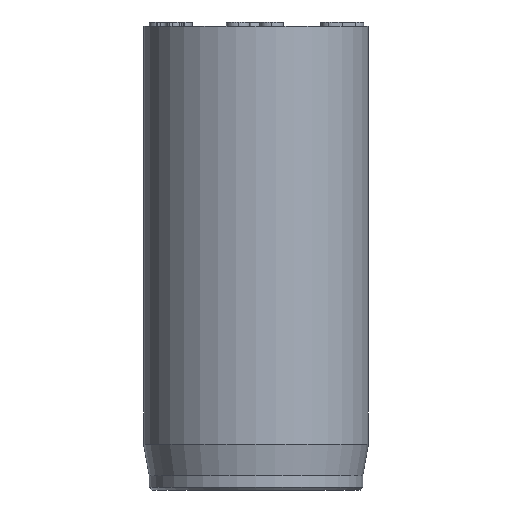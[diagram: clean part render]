
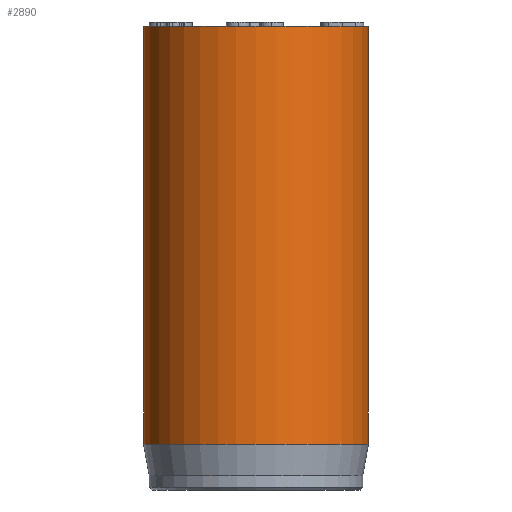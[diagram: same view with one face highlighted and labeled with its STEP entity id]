
A CAD part, front view. The second image highlights one B-rep face of the part: STEP entity #2890.
In plain terms, the highlighted cylindrical face has radius 8 mm (diameter 16 mm), a full revolution.
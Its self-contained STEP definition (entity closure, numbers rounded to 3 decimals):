
#32=CYLINDRICAL_SURFACE('',#3025,8.);
#46=CIRCLE('',#2993,8.);
#62=CIRCLE('',#3023,8.);
#63=CIRCLE('',#3024,8.);
#278=FACE_OUTER_BOUND('',#456,.T.);
#456=EDGE_LOOP('',(#2530,#2531,#2532,#2533,#2534));
#636=LINE('',#5718,#824);
#824=VECTOR('',#3334,8.);
#1302=VERTEX_POINT('',#5658);
#1318=VERTEX_POINT('',#5712);
#1319=VERTEX_POINT('',#5713);
#1705=EDGE_CURVE('',#1302,#1302,#46,.T.);
#1729=EDGE_CURVE('',#1318,#1319,#62,.T.);
#1730=EDGE_CURVE('',#1319,#1318,#63,.T.);
#1732=EDGE_CURVE('',#1302,#1318,#636,.T.);
#2530=ORIENTED_EDGE('',*,*,#1705,.T.);
#2531=ORIENTED_EDGE('',*,*,#1732,.T.);
#2532=ORIENTED_EDGE('',*,*,#1729,.T.);
#2533=ORIENTED_EDGE('',*,*,#1730,.T.);
#2534=ORIENTED_EDGE('',*,*,#1732,.F.);
#2890=ADVANCED_FACE('',(#278),#32,.T.);
#2993=AXIS2_PLACEMENT_3D('',#5659,#3259,#3260);
#3023=AXIS2_PLACEMENT_3D('',#5714,#3327,#3328);
#3024=AXIS2_PLACEMENT_3D('',#5715,#3329,#3330);
#3025=AXIS2_PLACEMENT_3D('',#5717,#3332,#3333);
#3259=DIRECTION('center_axis',(0.,0.,-1.));
#3260=DIRECTION('ref_axis',(-1.,0.,0.));
#3327=DIRECTION('center_axis',(0.,0.,1.));
#3328=DIRECTION('ref_axis',(-1.,0.,0.));
#3329=DIRECTION('center_axis',(0.,0.,1.));
#3330=DIRECTION('ref_axis',(-1.,0.,0.));
#3332=DIRECTION('center_axis',(0.,0.,1.));
#3333=DIRECTION('ref_axis',(-1.,0.,0.));
#3334=DIRECTION('',(0.,0.,-1.));
#5658=CARTESIAN_POINT('',(8.,0.,33.));
#5659=CARTESIAN_POINT('Origin',(0.,0.,33.));
#5712=CARTESIAN_POINT('',(8.,0.,3.269));
#5713=CARTESIAN_POINT('',(-8.,0.,3.269));
#5714=CARTESIAN_POINT('Origin',(0.,0.,3.269));
#5715=CARTESIAN_POINT('Origin',(0.,0.,3.269));
#5717=CARTESIAN_POINT('Origin',(0.,0.,0.));
#5718=CARTESIAN_POINT('',(8.,0.,0.));
